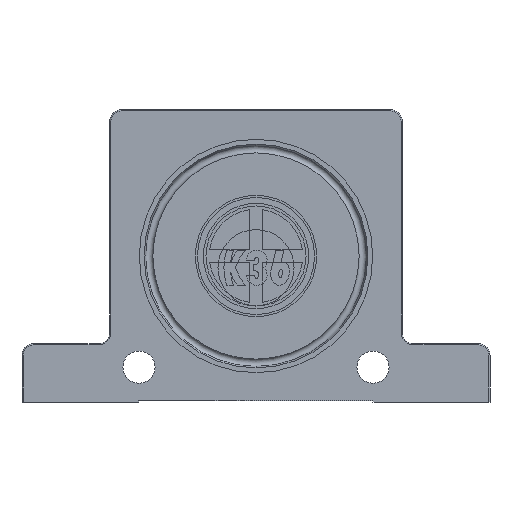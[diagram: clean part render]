
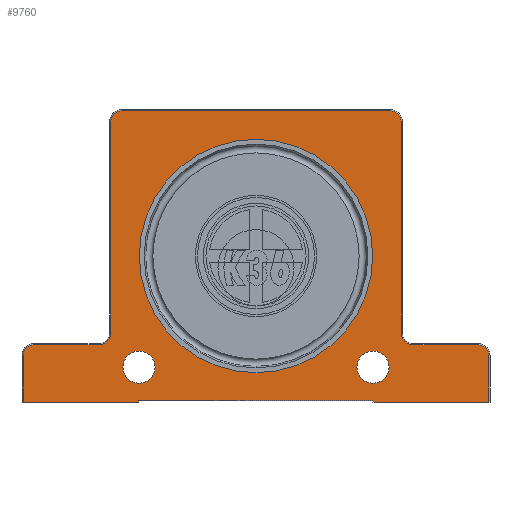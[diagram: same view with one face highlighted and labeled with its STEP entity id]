
A CAD part, left-side view. The second image highlights one B-rep face of the part: STEP entity #9760.
In plain terms, the highlighted planar face has unit normal (-1, 0, 0).
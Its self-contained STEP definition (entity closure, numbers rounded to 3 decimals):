
#8576=CARTESIAN_POINT('',(-25.0,-79.6,0.0));
#8577=VERTEX_POINT('',#8576);
#8594=CARTESIAN_POINT('',(-25.0,-79.6,16.));
#8595=VERTEX_POINT('',#8594);
#8602=CARTESIAN_POINT('',(-25.0,-79.6,16.));
#8603=DIRECTION('',(0.0,0.0,-1.0));
#8604=VECTOR('',#8603,16.);
#8605=LINE('',#8602,#8604);
#8606=EDGE_CURVE('',#8595,#8577,#8605,.T.);
#8618=CARTESIAN_POINT('',(-25.0,-76.0,19.6));
#8619=VERTEX_POINT('',#8618);
#8626=CARTESIAN_POINT('',(-25.0,-76.0,16.));
#8627=DIRECTION('',(1.0,0.0,0.0));
#8628=DIRECTION('',(0.0,-0.707,0.707));
#8629=AXIS2_PLACEMENT_3D('',#8626,#8627,#8628);
#8630=CIRCLE('',#8629,3.6);
#8631=EDGE_CURVE('',#8619,#8595,#8630,.T.);
#8651=CARTESIAN_POINT('',(-25.0,-54.,19.6));
#8652=VERTEX_POINT('',#8651);
#8659=CARTESIAN_POINT('',(-25.0,-54.0,19.6));
#8660=DIRECTION('',(0.0,-1.0,0.0));
#8661=VECTOR('',#8660,22.);
#8662=LINE('',#8659,#8661);
#8663=EDGE_CURVE('',#8652,#8619,#8662,.T.);
#8680=CARTESIAN_POINT('',(-25.0,-49.6,24.));
#8681=VERTEX_POINT('',#8680);
#8688=CARTESIAN_POINT('',(-25.0,-54.0,24.));
#8689=DIRECTION('',(-1.0,0.0,0.0));
#8690=DIRECTION('',(0.0,0.707,-0.707));
#8691=AXIS2_PLACEMENT_3D('',#8688,#8689,#8690);
#8692=CIRCLE('',#8691,4.4);
#8693=EDGE_CURVE('',#8681,#8652,#8692,.T.);
#8711=CARTESIAN_POINT('',(-25.0,-49.6,96.));
#8712=VERTEX_POINT('',#8711);
#8719=CARTESIAN_POINT('',(-25.0,-49.6,96.));
#8720=DIRECTION('',(0.0,0.0,-1.0));
#8721=VECTOR('',#8720,72.0);
#8722=LINE('',#8719,#8721);
#8723=EDGE_CURVE('',#8712,#8681,#8722,.T.);
#8737=CARTESIAN_POINT('',(-25.0,-46.,99.6));
#8738=VERTEX_POINT('',#8737);
#8745=CARTESIAN_POINT('',(-25.0,-46.,96.));
#8746=DIRECTION('',(1.,0.0,0.0));
#8747=DIRECTION('',(0.0,-0.707,0.707));
#8748=AXIS2_PLACEMENT_3D('',#8745,#8746,#8747);
#8749=CIRCLE('',#8748,3.6);
#8750=EDGE_CURVE('',#8738,#8712,#8749,.T.);
#8770=CARTESIAN_POINT('',(-25.0,46.,99.6));
#8771=VERTEX_POINT('',#8770);
#8778=CARTESIAN_POINT('',(-25.0,46.,99.6));
#8779=DIRECTION('',(0.0,-1.0,0.0));
#8780=VECTOR('',#8779,92.);
#8781=LINE('',#8778,#8780);
#8782=EDGE_CURVE('',#8771,#8738,#8781,.T.);
#8801=CARTESIAN_POINT('',(-25.0,49.6,96.0));
#8802=VERTEX_POINT('',#8801);
#8809=CARTESIAN_POINT('',(-25.0,46.,96.0));
#8810=DIRECTION('',(1.0,0.0,0.0));
#8811=DIRECTION('',(0.0,0.707,0.707));
#8812=AXIS2_PLACEMENT_3D('',#8809,#8810,#8811);
#8813=CIRCLE('',#8812,3.6);
#8814=EDGE_CURVE('',#8802,#8771,#8813,.T.);
#8834=CARTESIAN_POINT('',(-25.0,49.6,24.));
#8835=VERTEX_POINT('',#8834);
#8842=CARTESIAN_POINT('',(-25.0,49.6,24.0));
#8843=DIRECTION('',(0.0,0.0,1.0));
#8844=VECTOR('',#8843,72.0);
#8845=LINE('',#8842,#8844);
#8846=EDGE_CURVE('',#8835,#8802,#8845,.T.);
#8865=CARTESIAN_POINT('',(-25.0,54.,19.6));
#8866=VERTEX_POINT('',#8865);
#8873=CARTESIAN_POINT('',(-25.0,54.,24.));
#8874=DIRECTION('',(-1.,0.0,0.0));
#8875=DIRECTION('',(0.0,-0.707,-0.707));
#8876=AXIS2_PLACEMENT_3D('',#8873,#8874,#8875);
#8877=CIRCLE('',#8876,4.4);
#8878=EDGE_CURVE('',#8866,#8835,#8877,.T.);
#8898=CARTESIAN_POINT('',(-25.0,76.0,19.6));
#8899=VERTEX_POINT('',#8898);
#8906=CARTESIAN_POINT('',(-25.0,76.0,19.6));
#8907=DIRECTION('',(0.0,-1.0,0.0));
#8908=VECTOR('',#8907,22.);
#8909=LINE('',#8906,#8908);
#8910=EDGE_CURVE('',#8899,#8866,#8909,.T.);
#8929=CARTESIAN_POINT('',(-25.0,79.6,16.0));
#8930=VERTEX_POINT('',#8929);
#8937=CARTESIAN_POINT('',(-25.0,76.0,16.0));
#8938=DIRECTION('',(1.0,0.0,0.0));
#8939=DIRECTION('',(0.0,0.707,0.707));
#8940=AXIS2_PLACEMENT_3D('',#8937,#8938,#8939);
#8941=CIRCLE('',#8940,3.6);
#8942=EDGE_CURVE('',#8930,#8899,#8941,.T.);
#8962=CARTESIAN_POINT('',(-25.0,79.6,0.0));
#8963=VERTEX_POINT('',#8962);
#8970=CARTESIAN_POINT('',(-25.0,79.6,0.0));
#8971=DIRECTION('',(0.0,0.0,1.0));
#8972=VECTOR('',#8971,16.);
#8973=LINE('',#8970,#8972);
#8974=EDGE_CURVE('',#8963,#8930,#8973,.T.);
#9007=CARTESIAN_POINT('',(-25.0,40.0,0.0));
#9008=VERTEX_POINT('',#9007);
#9015=CARTESIAN_POINT('',(-25.0,40.0,0.0));
#9016=DIRECTION('',(0.0,1.0,0.0));
#9017=VECTOR('',#9016,39.6);
#9018=LINE('',#9015,#9017);
#9019=EDGE_CURVE('',#9008,#8963,#9018,.T.);
#9605=CARTESIAN_POINT('',(-25.0,-40.0,0.5));
#9606=VERTEX_POINT('',#9605);
#9614=CARTESIAN_POINT('',(-25.0,-40.0,0.0));
#9615=VERTEX_POINT('',#9614);
#9622=CARTESIAN_POINT('',(-25.0,-40.0,0.5));
#9623=DIRECTION('',(0.0,0.0,-1.0));
#9624=VECTOR('',#9623,0.5);
#9625=LINE('',#9622,#9624);
#9626=EDGE_CURVE('',#9606,#9615,#9625,.T.);
#9636=CARTESIAN_POINT('',(-25.0,40.0,0.5));
#9637=VERTEX_POINT('',#9636);
#9644=CARTESIAN_POINT('',(-25.0,40.0,0.0));
#9645=DIRECTION('',(0.0,0.0,1.0));
#9646=VECTOR('',#9645,0.5);
#9647=LINE('',#9644,#9646);
#9648=EDGE_CURVE('',#9008,#9637,#9647,.T.);
#9662=CARTESIAN_POINT('',(-25.0,40.0,0.5));
#9663=DIRECTION('',(0.0,-1.0,0.0));
#9664=VECTOR('',#9663,80.0);
#9665=LINE('',#9662,#9664);
#9666=EDGE_CURVE('',#9637,#9606,#9665,.T.);
#9678=CARTESIAN_POINT('',(-25.0,-79.6,0.0));
#9679=DIRECTION('',(0.0,1.0,0.0));
#9680=VECTOR('',#9679,39.6);
#9681=LINE('',#9678,#9680);
#9682=EDGE_CURVE('',#8577,#9615,#9681,.T.);
#9702=CARTESIAN_POINT('',(-25.0,33.333,43.333));
#9703=DIRECTION('',(1.0,0.0,0.0));
#9704=DIRECTION('',(0.0,0.0,-1.0));
#9705=AXIS2_PLACEMENT_3D('',#9702,#9703,#9704);
#9706=PLANE('',#9705);
#9707=ORIENTED_EDGE('',*,*,#8974,.F.);
#9708=ORIENTED_EDGE('',*,*,#9019,.F.);
#9709=ORIENTED_EDGE('',*,*,#9648,.T.);
#9710=ORIENTED_EDGE('',*,*,#9666,.T.);
#9711=ORIENTED_EDGE('',*,*,#9626,.T.);
#9712=ORIENTED_EDGE('',*,*,#9682,.F.);
#9713=ORIENTED_EDGE('',*,*,#8606,.F.);
#9714=ORIENTED_EDGE('',*,*,#8631,.F.);
#9715=ORIENTED_EDGE('',*,*,#8663,.F.);
#9716=ORIENTED_EDGE('',*,*,#8693,.F.);
#9717=ORIENTED_EDGE('',*,*,#8723,.F.);
#9718=ORIENTED_EDGE('',*,*,#8750,.F.);
#9719=ORIENTED_EDGE('',*,*,#8782,.F.);
#9720=ORIENTED_EDGE('',*,*,#8814,.F.);
#9721=ORIENTED_EDGE('',*,*,#8846,.F.);
#9722=ORIENTED_EDGE('',*,*,#8878,.F.);
#9723=ORIENTED_EDGE('',*,*,#8910,.F.);
#9724=ORIENTED_EDGE('',*,*,#8942,.F.);
#9725=EDGE_LOOP('',(#9707,#9708,#9709,#9710,#9711,#9712,#9713,#9714,#9715,#9716,#9717,#9718,#9719,#9720,#9721,#9722,#9723,#9724));
#9726=FACE_OUTER_BOUND('',#9725,.T.);
#9727=CARTESIAN_POINT('',(-25.0,-40.0,17.5));
#9728=VERTEX_POINT('',#9727);
#9729=CARTESIAN_POINT('',(-25.0,-40.0,12.));
#9730=DIRECTION('',(1.0,0.0,0.0));
#9731=DIRECTION('',(0.0,0.0,-1.0));
#9732=AXIS2_PLACEMENT_3D('',#9729,#9730,#9731);
#9733=CIRCLE('',#9732,5.5);
#9734=EDGE_CURVE('',#9728,#9728,#9733,.T.);
#9735=ORIENTED_EDGE('',*,*,#9734,.T.);
#9736=EDGE_LOOP('',(#9735));
#9737=FACE_BOUND('',#9736,.T.);
#9738=CARTESIAN_POINT('',(-25.0,40.0,17.5));
#9739=VERTEX_POINT('',#9738);
#9740=CARTESIAN_POINT('',(-25.0,40.0,12.));
#9741=DIRECTION('',(1.0,0.0,0.0));
#9742=DIRECTION('',(0.0,0.0,-1.0));
#9743=AXIS2_PLACEMENT_3D('',#9740,#9741,#9742);
#9744=CIRCLE('',#9743,5.5);
#9745=EDGE_CURVE('',#9739,#9739,#9744,.T.);
#9746=ORIENTED_EDGE('',*,*,#9745,.T.);
#9747=EDGE_LOOP('',(#9746));
#9748=FACE_BOUND('',#9747,.T.);
#9749=CARTESIAN_POINT('',(-25.0,0.0,10.1));
#9750=VERTEX_POINT('',#9749);
#9751=CARTESIAN_POINT('',(-25.0,0.0,50.));
#9752=DIRECTION('',(1.0,0.0,0.0));
#9753=DIRECTION('',(0.0,0.0,-1.0));
#9754=AXIS2_PLACEMENT_3D('',#9751,#9752,#9753);
#9755=CIRCLE('',#9754,39.9);
#9756=EDGE_CURVE('',#9750,#9750,#9755,.T.);
#9757=ORIENTED_EDGE('',*,*,#9756,.T.);
#9758=EDGE_LOOP('',(#9757));
#9759=FACE_BOUND('',#9758,.T.);
#9760=ADVANCED_FACE('',(#9726,#9737,#9748,#9759),#9706,.F.);
